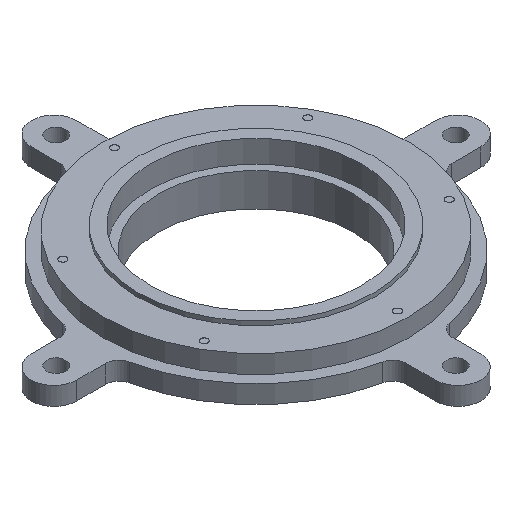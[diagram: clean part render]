
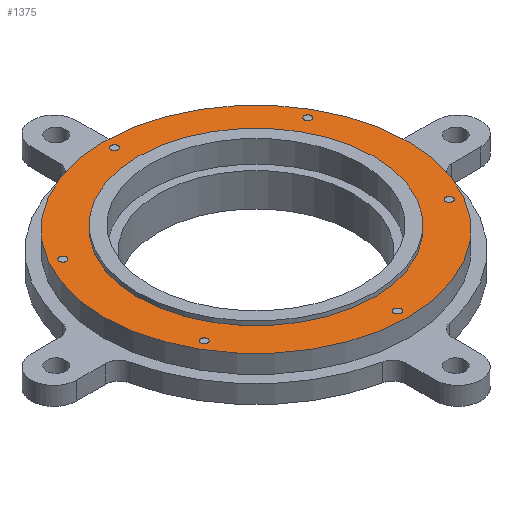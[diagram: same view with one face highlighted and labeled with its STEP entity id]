
A CAD part, isometric view. The second image highlights one B-rep face of the part: STEP entity #1375.
In plain terms, the highlighted face is planar.
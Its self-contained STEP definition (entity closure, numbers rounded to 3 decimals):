
#221=PLANE('',#1489);
#270=FACE_BOUND('',#450,.T.);
#271=FACE_BOUND('',#451,.T.);
#272=FACE_BOUND('',#452,.T.);
#273=FACE_BOUND('',#453,.T.);
#274=FACE_BOUND('',#454,.T.);
#275=FACE_BOUND('',#455,.T.);
#276=FACE_BOUND('',#456,.T.);
#343=FACE_OUTER_BOUND('',#449,.T.);
#449=EDGE_LOOP('',(#1013));
#450=EDGE_LOOP('',(#1014));
#451=EDGE_LOOP('',(#1015));
#452=EDGE_LOOP('',(#1016));
#453=EDGE_LOOP('',(#1017));
#454=EDGE_LOOP('',(#1018));
#455=EDGE_LOOP('',(#1019));
#456=EDGE_LOOP('',(#1020));
#577=CIRCLE('',#1453,0.8);
#579=CIRCLE('',#1456,0.8);
#581=CIRCLE('',#1459,0.8);
#583=CIRCLE('',#1462,0.8);
#585=CIRCLE('',#1465,0.8);
#587=CIRCLE('',#1468,0.8);
#598=CIRCLE('',#1488,33.5);
#599=CIRCLE('',#1490,26.);
#673=VERTEX_POINT('',#2108);
#675=VERTEX_POINT('',#2113);
#677=VERTEX_POINT('',#2118);
#679=VERTEX_POINT('',#2123);
#681=VERTEX_POINT('',#2128);
#683=VERTEX_POINT('',#2133);
#694=VERTEX_POINT('',#2164);
#695=VERTEX_POINT('',#2167);
#807=EDGE_CURVE('',#673,#673,#577,.T.);
#809=EDGE_CURVE('',#675,#675,#579,.T.);
#811=EDGE_CURVE('',#677,#677,#581,.T.);
#813=EDGE_CURVE('',#679,#679,#583,.T.);
#815=EDGE_CURVE('',#681,#681,#585,.T.);
#817=EDGE_CURVE('',#683,#683,#587,.T.);
#828=EDGE_CURVE('',#694,#694,#598,.T.);
#829=EDGE_CURVE('',#695,#695,#599,.T.);
#1013=ORIENTED_EDGE('',*,*,#828,.T.);
#1014=ORIENTED_EDGE('',*,*,#829,.F.);
#1015=ORIENTED_EDGE('',*,*,#807,.T.);
#1016=ORIENTED_EDGE('',*,*,#809,.T.);
#1017=ORIENTED_EDGE('',*,*,#811,.T.);
#1018=ORIENTED_EDGE('',*,*,#813,.T.);
#1019=ORIENTED_EDGE('',*,*,#815,.T.);
#1020=ORIENTED_EDGE('',*,*,#817,.T.);
#1375=ADVANCED_FACE('',(#343,#270,#271,#272,#273,#274,#275,#276),#221,.T.);
#1453=AXIS2_PLACEMENT_3D('',#2109,#1648,#1649);
#1456=AXIS2_PLACEMENT_3D('',#2114,#1654,#1655);
#1459=AXIS2_PLACEMENT_3D('',#2119,#1660,#1661);
#1462=AXIS2_PLACEMENT_3D('',#2124,#1666,#1667);
#1465=AXIS2_PLACEMENT_3D('',#2129,#1672,#1673);
#1468=AXIS2_PLACEMENT_3D('',#2134,#1678,#1679);
#1488=AXIS2_PLACEMENT_3D('',#2165,#1718,#1719);
#1489=AXIS2_PLACEMENT_3D('',#2166,#1720,#1721);
#1490=AXIS2_PLACEMENT_3D('',#2168,#1722,#1723);
#1648=DIRECTION('center_axis',(-1.,0.,0.));
#1649=DIRECTION('ref_axis',(0.,0.866,0.5));
#1654=DIRECTION('center_axis',(-1.,0.,0.));
#1655=DIRECTION('ref_axis',(0.,0.866,-0.5));
#1660=DIRECTION('center_axis',(-1.,0.,0.));
#1661=DIRECTION('ref_axis',(0.,0.,-1.));
#1666=DIRECTION('center_axis',(-1.,0.,0.));
#1667=DIRECTION('ref_axis',(0.,-0.866,-0.5));
#1672=DIRECTION('center_axis',(-1.,0.,0.));
#1673=DIRECTION('ref_axis',(0.,-0.866,0.5));
#1678=DIRECTION('center_axis',(-1.,0.,0.));
#1679=DIRECTION('ref_axis',(0.,0.,1.));
#1718=DIRECTION('center_axis',(1.,0.,0.));
#1719=DIRECTION('ref_axis',(0.,0.,-1.));
#1720=DIRECTION('center_axis',(1.,0.,0.));
#1721=DIRECTION('ref_axis',(0.,0.,-1.));
#1722=DIRECTION('center_axis',(1.,0.,0.));
#1723=DIRECTION('ref_axis',(0.,0.,-1.));
#2108=CARTESIAN_POINT('',(19.553,6.944,15.175));
#2109=CARTESIAN_POINT('Origin',(19.553,7.637,15.575));
#2113=CARTESIAN_POINT('',(19.553,6.944,-15.175));
#2114=CARTESIAN_POINT('Origin',(19.553,7.637,-15.575));
#2118=CARTESIAN_POINT('',(19.553,-19.34,-30.35));
#2119=CARTESIAN_POINT('Origin',(19.553,-19.34,-31.15));
#2123=CARTESIAN_POINT('',(19.553,-45.624,-15.175));
#2124=CARTESIAN_POINT('Origin',(19.553,-46.316,-15.575));
#2128=CARTESIAN_POINT('',(19.553,-45.624,15.175));
#2129=CARTESIAN_POINT('Origin',(19.553,-46.316,15.575));
#2133=CARTESIAN_POINT('',(19.553,-19.34,30.35));
#2134=CARTESIAN_POINT('Origin',(19.553,-19.34,31.15));
#2164=CARTESIAN_POINT('',(19.553,14.16,0.));
#2165=CARTESIAN_POINT('Origin',(19.553,-19.34,0.));
#2166=CARTESIAN_POINT('Origin',(19.553,6.66,0.));
#2167=CARTESIAN_POINT('',(19.553,6.66,0.));
#2168=CARTESIAN_POINT('Origin',(19.553,-19.34,0.));
